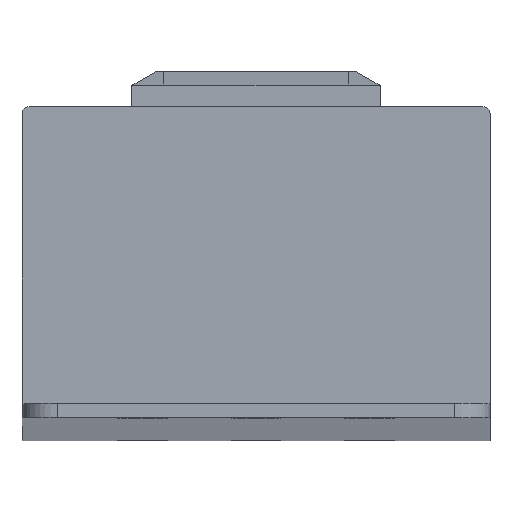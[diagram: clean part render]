
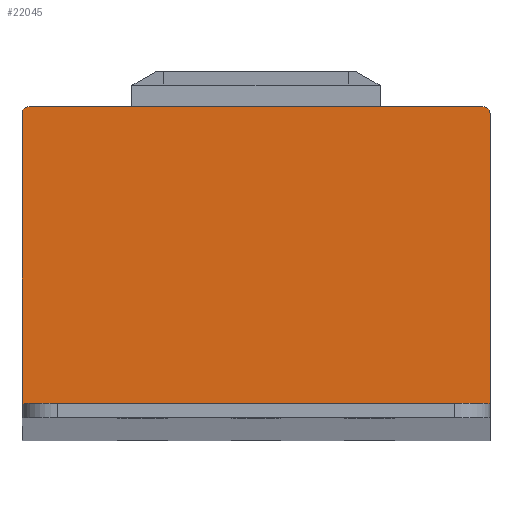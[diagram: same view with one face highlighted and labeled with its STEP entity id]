
A CAD part, top view. The second image highlights one B-rep face of the part: STEP entity #22045.
In plain terms, the highlighted planar face has unit normal (0, 0, 1).
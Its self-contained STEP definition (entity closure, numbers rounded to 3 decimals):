
#784 = CARTESIAN_POINT ( 'NONE',  ( 0., 0., 861.5 ) ) ;
#1932 = EDGE_CURVE ( 'NONE', #40330, #34090, #19944, .T. ) ;
#2845 = DIRECTION ( 'NONE',  ( 0., 0., 1. ) ) ;
#2890 = VECTOR ( 'NONE', #45005, 1000. ) ;
#5266 = DIRECTION ( 'NONE',  ( 0., 0., 1. ) ) ;
#7339 = ORIENTED_EDGE ( 'NONE', *, *, #45177, .F. ) ;
#9817 = DIRECTION ( 'NONE',  ( 0., 1., 0. ) ) ;
#11907 = LINE ( 'NONE', #33440, #2890 ) ;
#12287 = AXIS2_PLACEMENT_3D ( 'NONE', #784, #5266, #34120 ) ;
#12593 = CARTESIAN_POINT ( 'NONE',  ( 33., 22., 861.5 ) ) ;
#14664 = CARTESIAN_POINT ( 'NONE',  ( 32., 21., 861.5 ) ) ;
#15431 = CARTESIAN_POINT ( 'NONE',  ( 32., 22., 861.5 ) ) ;
#15622 = CARTESIAN_POINT ( 'NONE',  ( -32., 21., 861.5 ) ) ;
#15869 = DIRECTION ( 'NONE',  ( 0., 0., 1. ) ) ;
#16024 = VECTOR ( 'NONE', #9817, 1000. ) ;
#16389 = CARTESIAN_POINT ( 'NONE',  ( 33., -20., 861.5 ) ) ;
#17292 = DIRECTION ( 'NONE',  ( 1., 0., 0. ) ) ;
#17348 = LINE ( 'NONE', #12593, #46775 ) ;
#19944 = CIRCLE ( 'NONE', #45625, 1. ) ;
#20907 = CARTESIAN_POINT ( 'NONE',  ( -33., 21., 861.5 ) ) ;
#21229 = ORIENTED_EDGE ( 'NONE', *, *, #29915, .T. ) ;
#21849 = VECTOR ( 'NONE', #44995, 1000. ) ;
#22045 = ADVANCED_FACE ( 'NONE', ( #23247 ), #37648, .T. ) ;
#22061 = VERTEX_POINT ( 'NONE', #23016 ) ;
#23016 = CARTESIAN_POINT ( 'NONE',  ( -33., -20., 861.5 ) ) ;
#23247 = FACE_OUTER_BOUND ( 'NONE', #40618, .T. ) ;
#23519 = DIRECTION ( 'NONE',  ( -1., 0., 0. ) ) ;
#25418 = VERTEX_POINT ( 'NONE', #15431 ) ;
#26487 = VERTEX_POINT ( 'NONE', #16389 ) ;
#27209 = DIRECTION ( 'NONE',  ( 1., 0., 0. ) ) ;
#27815 = LINE ( 'NONE', #42227, #16024 ) ;
#28038 = EDGE_CURVE ( 'NONE', #26487, #45496, #27815, .T. ) ;
#28182 = CIRCLE ( 'NONE', #28928, 1. ) ;
#28928 = AXIS2_PLACEMENT_3D ( 'NONE', #14664, #2845, #17292 ) ;
#29084 = EDGE_CURVE ( 'NONE', #45496, #25418, #28182, .T. ) ;
#29915 = EDGE_CURVE ( 'NONE', #22061, #26487, #11907, .T. ) ;
#31350 = ORIENTED_EDGE ( 'NONE', *, *, #32698, .T. ) ;
#31892 = CARTESIAN_POINT ( 'NONE',  ( -32., 22., 861.5 ) ) ;
#32698 = EDGE_CURVE ( 'NONE', #25418, #40330, #17348, .T. ) ;
#33199 = CARTESIAN_POINT ( 'NONE',  ( -33., -22., 861.5 ) ) ;
#33440 = CARTESIAN_POINT ( 'NONE',  ( -33., -20., 861.5 ) ) ;
#33659 = LINE ( 'NONE', #33199, #21849 ) ;
#34090 = VERTEX_POINT ( 'NONE', #20907 ) ;
#34120 = DIRECTION ( 'NONE',  ( 1., 0., 0. ) ) ;
#35420 = ORIENTED_EDGE ( 'NONE', *, *, #29084, .T. ) ;
#37648 = PLANE ( 'NONE',  #12287 ) ;
#38379 = ORIENTED_EDGE ( 'NONE', *, *, #1932, .T. ) ;
#39755 = CARTESIAN_POINT ( 'NONE',  ( 33., 21., 861.5 ) ) ;
#40330 = VERTEX_POINT ( 'NONE', #31892 ) ;
#40618 = EDGE_LOOP ( 'NONE', ( #31350, #38379, #7339, #21229, #41733, #35420 ) ) ;
#41733 = ORIENTED_EDGE ( 'NONE', *, *, #28038, .T. ) ;
#42227 = CARTESIAN_POINT ( 'NONE',  ( 33., -22., 861.5 ) ) ;
#44995 = DIRECTION ( 'NONE',  ( 0., 1., 0. ) ) ;
#45005 = DIRECTION ( 'NONE',  ( 1., 0., 0. ) ) ;
#45177 = EDGE_CURVE ( 'NONE', #22061, #34090, #33659, .T. ) ;
#45496 = VERTEX_POINT ( 'NONE', #39755 ) ;
#45625 = AXIS2_PLACEMENT_3D ( 'NONE', #15622, #15869, #27209 ) ;
#46775 = VECTOR ( 'NONE', #23519, 1000. ) ;
